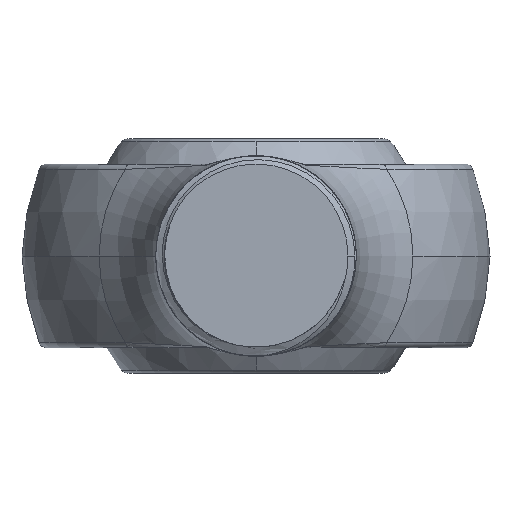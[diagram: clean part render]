
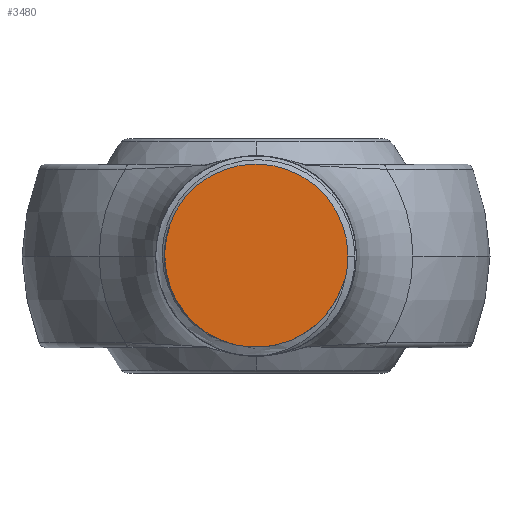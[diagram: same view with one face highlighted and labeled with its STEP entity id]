
A CAD part, front view. The second image highlights one B-rep face of the part: STEP entity #3480.
In plain terms, the highlighted planar face has unit normal (0, -1, 0).
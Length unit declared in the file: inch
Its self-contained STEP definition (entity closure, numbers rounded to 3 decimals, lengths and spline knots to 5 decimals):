
#4 = CARTESIAN_POINT ( 'NONE',  ( -0.08862, 0., -0.33021 ) ) ;
#17 = CARTESIAN_POINT ( 'NONE',  ( -0.14772, 0., -0.30899 ) ) ;
#82 = CARTESIAN_POINT ( 'NONE',  ( 0.15121, 0., -0.30665 ) ) ;
#99 = CARTESIAN_POINT ( 'NONE',  ( -0.0116, 0., -0.34098 ) ) ;
#153 = CARTESIAN_POINT ( 'NONE',  ( -0.02283, 0., -0.34043 ) ) ;
#158 = CARTESIAN_POINT ( 'NONE',  ( 0., 0., 0. ) ) ;
#168 = CARTESIAN_POINT ( 'NONE',  ( -0.05604, 0., -0.33665 ) ) ;
#181 = CARTESIAN_POINT ( 'NONE',  ( -0.13053, 0., -0.31516 ) ) ;
#191 = CARTESIAN_POINT ( 'NONE',  ( 0.31515, 0., -0.13055 ) ) ;
#243 = CARTESIAN_POINT ( 'NONE',  ( 0.24884, 0., -0.2334 ) ) ;
#252 = CARTESIAN_POINT ( 'NONE',  ( 0.08914, 0., -0.33235 ) ) ;
#255 = CARTESIAN_POINT ( 'NONE',  ( -0.18039, 0., -0.29261 ) ) ;
#256 = CARTESIAN_POINT ( 'NONE',  ( 0.17097, 0., -0.296 ) ) ;
#286 = CARTESIAN_POINT ( 'NONE',  ( 0.25632, 0., -0.2252 ) ) ;
#299 = CARTESIAN_POINT ( 'NONE',  ( 0.27053, 0., -0.208 ) ) ;
#351 = DIRECTION ( 'NONE',  ( -1., 0., 0. ) ) ;
#354 = CARTESIAN_POINT ( 'NONE',  ( 0.22532, 0., -0.25686 ) ) ;
#359 = CARTESIAN_POINT ( 'NONE',  ( 0.27727, 0., -0.19898 ) ) ;
#368 = CARTESIAN_POINT ( 'NONE',  ( 0.29599, 0., -0.17114 ) ) ;
#375 = CARTESIAN_POINT ( 'NONE',  ( -0.04505, 0., -0.33826 ) ) ;
#379 = CARTESIAN_POINT ( 'NONE',  ( -0.16451, 0., -0.30137 ) ) ;
#391 = CARTESIAN_POINT ( 'NONE',  ( 0.30662, 0., -0.1513 ) ) ;
#410 = CARTESIAN_POINT ( 'NONE',  ( -0.10984, 0., -0.32379 ) ) ;
#431 = CARTESIAN_POINT ( 'NONE',  ( 0.04432, 0., -0.34099 ) ) ;
#447 = CARTESIAN_POINT ( 'NONE',  ( 0.2082, 0., -0.27097 ) ) ;
#450 = CARTESIAN_POINT ( 'NONE',  ( -0.13053, 0., -0.31516 ) ) ;
#451 = DIRECTION ( 'NONE',  ( 0., 1., 0. ) ) ;
#747 = AXIS2_PLACEMENT_3D ( 'NONE', #10053, #10221, #10371 ) ;
#759 = EDGE_CURVE ( 'NONE', #6091, #6456, #8586, .T. ) ;
#819 = AXIS2_PLACEMENT_3D ( 'NONE', #4410, #4471, #4751 ) ;
#879 = EDGE_CURVE ( 'NONE', #6061, #6146, #6849, .T. ) ;
#889 = EDGE_CURVE ( 'NONE', #6061, #6010, #8620, .T. ) ;
#921 = EDGE_CURVE ( 'NONE', #6010, #6091, #8638, .T. ) ;
#938 = AXIS2_PLACEMENT_3D ( 'NONE', #158, #451, #351 ) ;
#1074 = EDGE_CURVE ( 'NONE', #6146, #6119, #9382, .T. ) ;
#1111 = AXIS2_PLACEMENT_3D ( 'NONE', #8542, #8546, #8547 ) ;
#1113 = EDGE_CURVE ( 'NONE', #6119, #6456, #9457, .T. ) ;
#2199 = CARTESIAN_POINT ( 'NONE',  ( -0.13053, 0., -0.31516 ) ) ;
#2220 = CARTESIAN_POINT ( 'NONE',  ( 0.31515, 0., -0.13055 ) ) ;
#2221 = CARTESIAN_POINT ( 'NONE',  ( -0.18039, 0., -0.29261 ) ) ;
#2238 = CARTESIAN_POINT ( 'NONE',  ( 0.34375, 0., 0. ) ) ;
#2246 = CARTESIAN_POINT ( 'NONE',  ( -0.34375, 0., 0. ) ) ;
#2338 = CARTESIAN_POINT ( 'NONE',  ( 0.33447, 0., -0.07935 ) ) ;
#3480 = ADVANCED_FACE ( 'NONE', ( #9560 ), #8544, .F. ) ;
#4410 = CARTESIAN_POINT ( 'NONE',  ( 0., 0., 0. ) ) ;
#4471 = DIRECTION ( 'NONE',  ( 0., 1., 0. ) ) ;
#4751 = DIRECTION ( 'NONE',  ( -1., 0., 0. ) ) ;
#6010 = VERTEX_POINT ( 'NONE', #2199 ) ;
#6054 = EDGE_LOOP ( 'NONE', ( #6646, #6617, #6869, #6578, #6689, #6716 ) ) ;
#6061 = VERTEX_POINT ( 'NONE', #2221 ) ;
#6091 = VERTEX_POINT ( 'NONE', #2220 ) ;
#6119 = VERTEX_POINT ( 'NONE', #2238 ) ;
#6146 = VERTEX_POINT ( 'NONE', #2246 ) ;
#6456 = VERTEX_POINT ( 'NONE', #2338 ) ;
#6578 = ORIENTED_EDGE ( 'NONE', *, *, #1074, .F. ) ;
#6617 = ORIENTED_EDGE ( 'NONE', *, *, #759, .T. ) ;
#6646 = ORIENTED_EDGE ( 'NONE', *, *, #921, .T. ) ;
#6689 = ORIENTED_EDGE ( 'NONE', *, *, #879, .F. ) ;
#6716 = ORIENTED_EDGE ( 'NONE', *, *, #889, .T. ) ;
#6849 = CIRCLE ( 'NONE', #938, 0.34375 ) ;
#6869 = ORIENTED_EDGE ( 'NONE', *, *, #1113, .F. ) ;
#7446 = CARTESIAN_POINT ( 'NONE',  ( 0.33447, 0., -0.07935 ) ) ;
#7458 = CARTESIAN_POINT ( 'NONE',  ( 0.3294, 0., -0.09688 ) ) ;
#7667 = CARTESIAN_POINT ( 'NONE',  ( 0.32299, 0., -0.11395 ) ) ;
#7908 = CARTESIAN_POINT ( 'NONE',  ( 0.31515, 0., -0.13055 ) ) ;
#8542 = CARTESIAN_POINT ( 'NONE',  ( 0., 0., 0. ) ) ;
#8544 = PLANE ( 'NONE',  #1111 ) ;
#8546 = DIRECTION ( 'NONE',  ( 0., 1., 0. ) ) ;
#8547 = DIRECTION ( 'NONE',  ( -1., 0., 0. ) ) ;
#8586 = B_SPLINE_CURVE_WITH_KNOTS ( 'NONE', 3,
 ( #7908, #7667, #7458, #7446 ),
 .UNSPECIFIED., .F., .F.,
 ( 4, 4 ),
 ( 0., 0.00139 ),
 .UNSPECIFIED. ) ;
#8620 = B_SPLINE_CURVE_WITH_KNOTS ( 'NONE', 3,
 ( #255, #379, #17, #181 ),
 .UNSPECIFIED., .F., .F.,
 ( 4, 4 ),
 ( 0.00704, 0.00843 ),
 .UNSPECIFIED. ) ;
#8638 = B_SPLINE_CURVE_WITH_KNOTS ( 'NONE', 3,
 ( #450, #410, #4, #168, #375, #153, #99, #431, #252, #82, #256, #447, #354, #243, #286, #299, #359, #368, #391, #191 ),
 .UNSPECIFIED., .F., .F.,
 ( 4, 2, 2, 2, 2, 2, 2, 2, 2, 4 ),
 ( 0.00136, 0.00306, 0.00392, 0.00477, 0.00818, 0.00989, 0.01159, 0.01244, 0.0133, 0.015 ),
 .UNSPECIFIED. ) ;
#9382 = CIRCLE ( 'NONE', #819, 0.34375 ) ;
#9457 = CIRCLE ( 'NONE', #747, 0.34375 ) ;
#9560 = FACE_OUTER_BOUND ( 'NONE', #6054, .T. ) ;
#10053 = CARTESIAN_POINT ( 'NONE',  ( 0., 0., 0. ) ) ;
#10221 = DIRECTION ( 'NONE',  ( 0., 1., 0. ) ) ;
#10371 = DIRECTION ( 'NONE',  ( -1., 0., 0. ) ) ;
